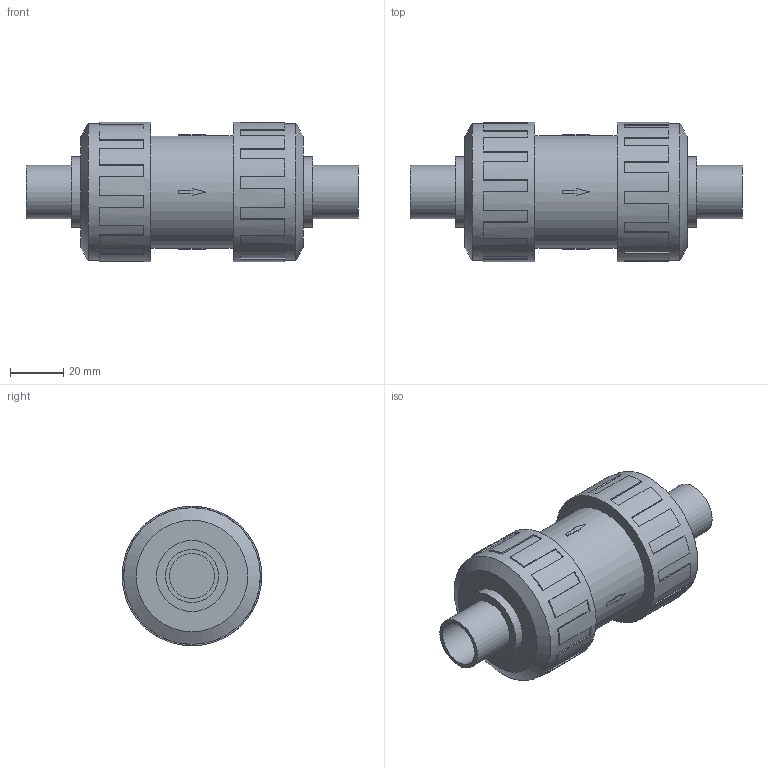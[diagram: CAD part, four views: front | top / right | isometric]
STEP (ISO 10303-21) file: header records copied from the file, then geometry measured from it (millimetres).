
FILE_DESCRIPTION((''),'2;1');
FILE_NAME('PV31001B020.stp','2022-02-18T07:40:28',('RL'),(''),'Autodesk Inventor 2012','Autodesk Inventor 2012','');
FILE_SCHEMA(('AUTOMOTIVE_DESIGN { 1 0 10303 214 1 1 1 1 }'));
Length unit declared in the file: millimetre
Products named in the file (1): PV31001B020
Bounding box: 125 x 52.5 x 52.5 mm (x, y, z)
Volume: 150831 mm3; surface area: 41188 mm2
Topology: 1 solids, 1 shells, 183 faces, 480 edges, 318 vertices
Faces by surface type: plane 162, cylinder 19, cone 2
Full cylindrical faces by diameter (mm): 17 x2, 20 x2, 26.7 x2, 38 x2, 42.525 x3, 47.23 x2, 47.25 x2, 51.45 x2, 52.5 x2
Entity records: 5579 total; most frequent: DIRECTION 992, CARTESIAN_POINT 956, ORIENTED_EDGE 912, EDGE_CURVE 456, AXIS2_PLACEMENT_3D 352, VERTEX_POINT 316, VECTOR 288, LINE 288
